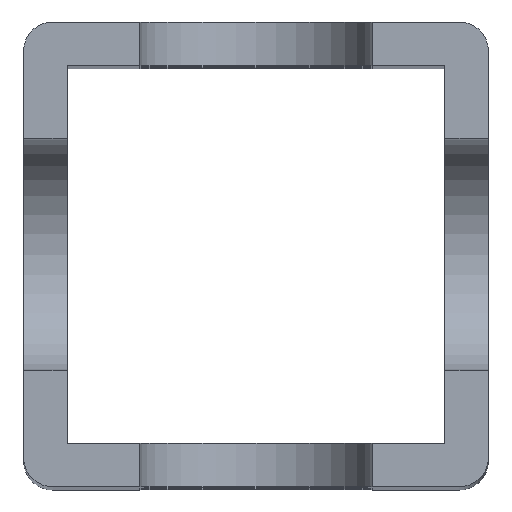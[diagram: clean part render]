
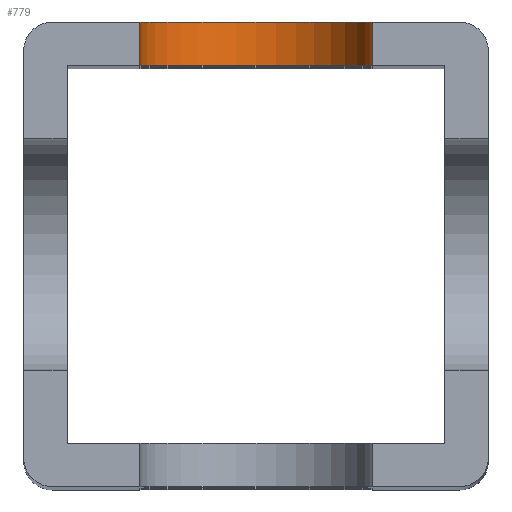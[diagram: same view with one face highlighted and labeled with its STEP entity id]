
A CAD part, top view. The second image highlights one B-rep face of the part: STEP entity #779.
In plain terms, the highlighted cylindrical face has radius 4 mm (diameter 8 mm), a partial arc.
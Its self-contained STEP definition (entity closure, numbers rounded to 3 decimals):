
#83 = VECTOR ( 'NONE', #2583, 1000. ) ;
#209 = CARTESIAN_POINT ( 'NONE',  ( 35.181, 42.63, 67.54 ) ) ;
#237 = VERTEX_POINT ( 'NONE', #2076 ) ;
#282 = EDGE_CURVE ( 'NONE', #369, #237, #2311, .T. ) ;
#369 = VERTEX_POINT ( 'NONE', #2386 ) ;
#392 = CARTESIAN_POINT ( 'NONE',  ( 35.181, 28.13, 67.54 ) ) ;
#620 = CYLINDRICAL_SURFACE ( 'NONE', #1573, 4. ) ;
#779 = ADVANCED_FACE ( 'NONE', ( #2638 ), #620, .F. ) ;
#829 = EDGE_CURVE ( 'NONE', #1282, #3049, #2489, .T. ) ;
#849 = DIRECTION ( 'NONE',  ( 0., 0., 1. ) ) ;
#1025 = DIRECTION ( 'NONE',  ( 0., 0., 1. ) ) ;
#1049 = ORIENTED_EDGE ( 'NONE', *, *, #2896, .F. ) ;
#1053 = DIRECTION ( 'NONE',  ( 0., -1., 0. ) ) ;
#1090 = CARTESIAN_POINT ( 'NONE',  ( 39.181, 44.13, 67.54 ) ) ;
#1282 = VERTEX_POINT ( 'NONE', #2729 ) ;
#1321 = DIRECTION ( 'NONE',  ( 0., 1., 0. ) ) ;
#1324 = EDGE_CURVE ( 'NONE', #369, #1282, #2464, .T. ) ;
#1325 = ORIENTED_EDGE ( 'NONE', *, *, #829, .F. ) ;
#1376 = LINE ( 'NONE', #392, #83 ) ;
#1573 = AXIS2_PLACEMENT_3D ( 'NONE', #2733, #2956, #1025 ) ;
#1726 = VECTOR ( 'NONE', #1053, 1000. ) ;
#2012 = ORIENTED_EDGE ( 'NONE', *, *, #1324, .F. ) ;
#2076 = CARTESIAN_POINT ( 'NONE',  ( 35.181, 44.13, 67.54 ) ) ;
#2311 = CIRCLE ( 'NONE', #2434, 4. ) ;
#2383 = AXIS2_PLACEMENT_3D ( 'NONE', #2770, #1321, #2998 ) ;
#2386 = CARTESIAN_POINT ( 'NONE',  ( 43.181, 44.13, 67.54 ) ) ;
#2434 = AXIS2_PLACEMENT_3D ( 'NONE', #1090, #2557, #849 ) ;
#2464 = LINE ( 'NONE', #2520, #1726 ) ;
#2489 = CIRCLE ( 'NONE', #2383, 4. ) ;
#2520 = CARTESIAN_POINT ( 'NONE',  ( 43.181, 28.13, 67.54 ) ) ;
#2557 = DIRECTION ( 'NONE',  ( 0., 1., 0. ) ) ;
#2583 = DIRECTION ( 'NONE',  ( 0., 1., 0. ) ) ;
#2638 = FACE_OUTER_BOUND ( 'NONE', #2868, .T. ) ;
#2729 = CARTESIAN_POINT ( 'NONE',  ( 43.181, 42.63, 67.54 ) ) ;
#2733 = CARTESIAN_POINT ( 'NONE',  ( 39.181, 28.13, 67.54 ) ) ;
#2770 = CARTESIAN_POINT ( 'NONE',  ( 39.181, 42.63, 67.54 ) ) ;
#2868 = EDGE_LOOP ( 'NONE', ( #1325, #2012, #2943, #1049 ) ) ;
#2896 = EDGE_CURVE ( 'NONE', #3049, #237, #1376, .T. ) ;
#2943 = ORIENTED_EDGE ( 'NONE', *, *, #282, .T. ) ;
#2956 = DIRECTION ( 'NONE',  ( 0., 1., 0. ) ) ;
#2998 = DIRECTION ( 'NONE',  ( 0., 0., 1. ) ) ;
#3049 = VERTEX_POINT ( 'NONE', #209 ) ;
